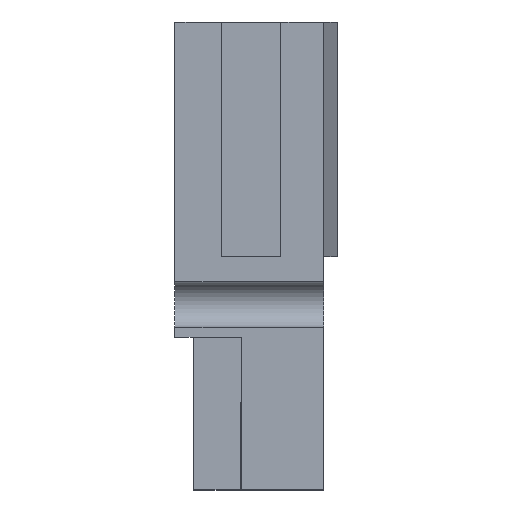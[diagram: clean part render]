
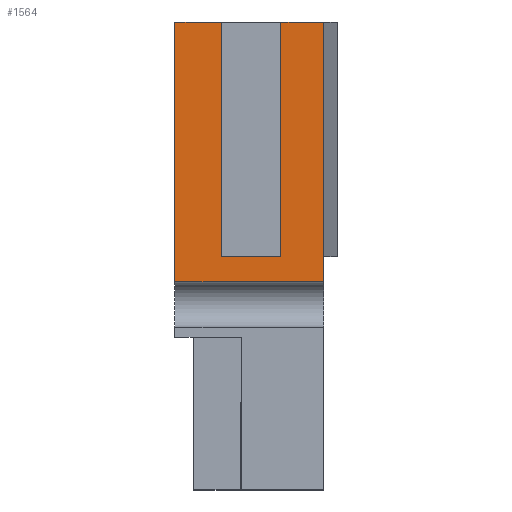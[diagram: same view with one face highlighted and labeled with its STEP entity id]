
A CAD part, left-side view. The second image highlights one B-rep face of the part: STEP entity #1564.
In plain terms, the highlighted free-form (B-spline) face has degree [1, 1] with [2, 2] control points.
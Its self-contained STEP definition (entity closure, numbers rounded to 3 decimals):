
#278 = B_SPLINE_SURFACE_WITH_KNOTS('',1,1,(
    (#279,#280)
    ,(#281,#282
    )),.UNSPECIFIED.,.F.,.F.,.F.,(2,2),(2,2),(0.544,8.656),(7.67,24.83),
  .PIECEWISE_BEZIER_KNOTS.);
#279 = CARTESIAN_POINT('',(7.956,8.5,7.67));
#280 = CARTESIAN_POINT('',(7.956,8.5,24.83));
#281 = CARTESIAN_POINT('',(-0.156,8.5,7.67));
#282 = CARTESIAN_POINT('',(-0.156,8.5,24.83));
#797 = B_SPLINE_SURFACE_WITH_KNOTS('',1,1,(
    (#798,#799)
    ,(#800,#801
    )),.UNSPECIFIED.,.F.,.F.,.F.,(2,2),(2,2),(-5.906,2.206),(-24.99,0.49
    ),.PIECEWISE_BEZIER_KNOTS.);
#798 = CARTESIAN_POINT('',(7.956,0.7,-0.49));
#799 = CARTESIAN_POINT('',(7.956,0.7,24.99));
#800 = CARTESIAN_POINT('',(-0.156,0.7,-0.49));
#801 = CARTESIAN_POINT('',(-0.156,0.7,24.99));
#1185 = B_SPLINE_SURFACE_WITH_KNOTS('',1,1,(
    (#1186,#1187)
    ,(#1188,#1189
    )),.UNSPECIFIED.,.F.,.F.,.F.,(2,2),(2,2),(-0.17,8.67),(-0.17,8.67),
  .PIECEWISE_BEZIER_KNOTS.);
#1186 = CARTESIAN_POINT('',(-0.17,-0.17,24.5));
#1187 = CARTESIAN_POINT('',(-0.17,8.67,24.5));
#1188 = CARTESIAN_POINT('',(8.67,-0.17,24.5));
#1189 = CARTESIAN_POINT('',(8.67,8.67,24.5));
#1355 = VERTEX_POINT('',#1356);
#1356 = CARTESIAN_POINT('',(0.,0.7,10.9));
#1393 = SURFACE_OF_REVOLUTION('',#1394,#1398);
#1394 = LINE('',#1395,#1396);
#1395 = CARTESIAN_POINT('',(-0.075,0.544,8.502));
#1396 = VECTOR('',#1397,1.);
#1397 = DIRECTION('',(0.,1.,0.));
#1398 = AXIS1_PLACEMENT('',#1399,#1400);
#1399 = CARTESIAN_POINT('',(0.,8.5,9.7));
#1400 = DIRECTION('',(0.,-1.,0.));
#1408 = EDGE_CURVE('',#1355,#1409,#1411,.T.);
#1409 = VERTEX_POINT('',#1410);
#1410 = CARTESIAN_POINT('',(0.,0.7,24.5));
#1411 = SURFACE_CURVE('',#1412,(#1416,#1423),.PCURVE_S1.);
#1412 = LINE('',#1413,#1414);
#1413 = CARTESIAN_POINT('',(0.,0.7,10.9));
#1414 = VECTOR('',#1415,1.);
#1415 = DIRECTION('',(0.,0.,1.));
#1416 = PCURVE('',#797,#1417);
#1417 = DEFINITIONAL_REPRESENTATION('',(#1418),#1422);
#1418 = LINE('',#1419,#1420);
#1419 = CARTESIAN_POINT('',(2.05,-13.6));
#1420 = VECTOR('',#1421,1.);
#1421 = DIRECTION('',(0.,1.));
#1422 = ( GEOMETRIC_REPRESENTATION_CONTEXT(2) 
PARAMETRIC_REPRESENTATION_CONTEXT() REPRESENTATION_CONTEXT('2D SPACE',''
  ) );
#1423 = PCURVE('',#1424,#1429);
#1424 = B_SPLINE_SURFACE_WITH_KNOTS('',1,1,(
    (#1425,#1426)
    ,(#1427,#1428
  )),.UNSPECIFIED.,.F.,.F.,.F.,(2,2),(2,2),(-0.156,7.956),(-0.49,24.99),
  .PIECEWISE_BEZIER_KNOTS.);
#1425 = CARTESIAN_POINT('',(0.,8.656,-0.49));
#1426 = CARTESIAN_POINT('',(0.,8.656,24.99));
#1427 = CARTESIAN_POINT('',(0.,0.544,-0.49));
#1428 = CARTESIAN_POINT('',(0.,0.544,24.99));
#1429 = DEFINITIONAL_REPRESENTATION('',(#1430),#1434);
#1430 = LINE('',#1431,#1432);
#1431 = CARTESIAN_POINT('',(7.8,10.9));
#1432 = VECTOR('',#1433,1.);
#1433 = DIRECTION('',(0.,1.));
#1434 = ( GEOMETRIC_REPRESENTATION_CONTEXT(2) 
PARAMETRIC_REPRESENTATION_CONTEXT() REPRESENTATION_CONTEXT('2D SPACE',''
  ) );
#1564 = ADVANCED_FACE('',(#1565),#1424,.T.);
#1565 = FACE_BOUND('',#1566,.T.);
#1566 = EDGE_LOOP('',(#1567,#1568,#1591,#1619,#1647,#1675,#1698,#1721));
#1567 = ORIENTED_EDGE('',*,*,#1408,.T.);
#1568 = ORIENTED_EDGE('',*,*,#1569,.F.);
#1569 = EDGE_CURVE('',#1570,#1409,#1572,.T.);
#1570 = VERTEX_POINT('',#1571);
#1571 = CARTESIAN_POINT('',(0.,2.95,24.5));
#1572 = SURFACE_CURVE('',#1573,(#1577,#1584),.PCURVE_S1.);
#1573 = LINE('',#1574,#1575);
#1574 = CARTESIAN_POINT('',(0.,2.95,24.5));
#1575 = VECTOR('',#1576,1.);
#1576 = DIRECTION('',(0.,-1.,0.));
#1577 = PCURVE('',#1424,#1578);
#1578 = DEFINITIONAL_REPRESENTATION('',(#1579),#1583);
#1579 = LINE('',#1580,#1581);
#1580 = CARTESIAN_POINT('',(5.55,24.5));
#1581 = VECTOR('',#1582,1.);
#1582 = DIRECTION('',(1.,0.));
#1583 = ( GEOMETRIC_REPRESENTATION_CONTEXT(2) 
PARAMETRIC_REPRESENTATION_CONTEXT() REPRESENTATION_CONTEXT('2D SPACE',''
  ) );
#1584 = PCURVE('',#1185,#1585);
#1585 = DEFINITIONAL_REPRESENTATION('',(#1586),#1590);
#1586 = LINE('',#1587,#1588);
#1587 = CARTESIAN_POINT('',(0.,2.95));
#1588 = VECTOR('',#1589,1.);
#1589 = DIRECTION('',(0.,-1.));
#1590 = ( GEOMETRIC_REPRESENTATION_CONTEXT(2) 
PARAMETRIC_REPRESENTATION_CONTEXT() REPRESENTATION_CONTEXT('2D SPACE',''
  ) );
#1591 = ORIENTED_EDGE('',*,*,#1592,.T.);
#1592 = EDGE_CURVE('',#1570,#1593,#1595,.T.);
#1593 = VERTEX_POINT('',#1594);
#1594 = CARTESIAN_POINT('',(0.,2.95,12.2));
#1595 = SURFACE_CURVE('',#1596,(#1600,#1607),.PCURVE_S1.);
#1596 = LINE('',#1597,#1598);
#1597 = CARTESIAN_POINT('',(0.,2.95,24.5));
#1598 = VECTOR('',#1599,1.);
#1599 = DIRECTION('',(0.,0.,-1.));
#1600 = PCURVE('',#1424,#1601);
#1601 = DEFINITIONAL_REPRESENTATION('',(#1602),#1606);
#1602 = LINE('',#1603,#1604);
#1603 = CARTESIAN_POINT('',(5.55,24.5));
#1604 = VECTOR('',#1605,1.);
#1605 = DIRECTION('',(0.,-1.));
#1606 = ( GEOMETRIC_REPRESENTATION_CONTEXT(2) 
PARAMETRIC_REPRESENTATION_CONTEXT() REPRESENTATION_CONTEXT('2D SPACE',''
  ) );
#1607 = PCURVE('',#1608,#1613);
#1608 = B_SPLINE_SURFACE_WITH_KNOTS('',1,1,(
    (#1609,#1610)
    ,(#1611,#1612
    )),.UNSPECIFIED.,.F.,.F.,.F.,(2,2),(2,2),(-0.033,
    0.839),(-12.546,0.246),.PIECEWISE_BEZIER_KNOTS.);
#1609 = CARTESIAN_POINT('',(-0.028,2.966,11.954));
#1610 = CARTESIAN_POINT('',(-0.028,2.966,24.746));
#1611 = CARTESIAN_POINT('',(0.728,2.534,11.954));
#1612 = CARTESIAN_POINT('',(0.728,2.534,24.746));
#1613 = DEFINITIONAL_REPRESENTATION('',(#1614),#1618);
#1614 = LINE('',#1615,#1616);
#1615 = CARTESIAN_POINT('',(0.,0.));
#1616 = VECTOR('',#1617,1.);
#1617 = DIRECTION('',(0.,-1.));
#1618 = ( GEOMETRIC_REPRESENTATION_CONTEXT(2) 
PARAMETRIC_REPRESENTATION_CONTEXT() REPRESENTATION_CONTEXT('2D SPACE',''
  ) );
#1619 = ORIENTED_EDGE('',*,*,#1620,.F.);
#1620 = EDGE_CURVE('',#1621,#1593,#1623,.T.);
#1621 = VERTEX_POINT('',#1622);
#1622 = CARTESIAN_POINT('',(0.,6.05,12.2));
#1623 = SURFACE_CURVE('',#1624,(#1628,#1635),.PCURVE_S1.);
#1624 = LINE('',#1625,#1626);
#1625 = CARTESIAN_POINT('',(0.,6.05,12.2));
#1626 = VECTOR('',#1627,1.);
#1627 = DIRECTION('',(0.,-1.,0.));
#1628 = PCURVE('',#1424,#1629);
#1629 = DEFINITIONAL_REPRESENTATION('',(#1630),#1634);
#1630 = LINE('',#1631,#1632);
#1631 = CARTESIAN_POINT('',(2.45,12.2));
#1632 = VECTOR('',#1633,1.);
#1633 = DIRECTION('',(1.,0.));
#1634 = ( GEOMETRIC_REPRESENTATION_CONTEXT(2) 
PARAMETRIC_REPRESENTATION_CONTEXT() REPRESENTATION_CONTEXT('2D SPACE',''
  ) );
#1635 = PCURVE('',#1636,#1641);
#1636 = B_SPLINE_SURFACE_WITH_KNOTS('',1,1,(
    (#1637,#1638)
    ,(#1639,#1640
  )),.UNSPECIFIED.,.F.,.F.,.F.,(2,2),(2,2),(-0.119,6.069),(2.431,8.619),
  .PIECEWISE_BEZIER_KNOTS.);
#1637 = CARTESIAN_POINT('',(-0.119,2.431,12.2));
#1638 = CARTESIAN_POINT('',(-0.119,8.619,12.2));
#1639 = CARTESIAN_POINT('',(6.069,2.431,12.2));
#1640 = CARTESIAN_POINT('',(6.069,8.619,12.2));
#1641 = DEFINITIONAL_REPRESENTATION('',(#1642),#1646);
#1642 = LINE('',#1643,#1644);
#1643 = CARTESIAN_POINT('',(0.,6.05));
#1644 = VECTOR('',#1645,1.);
#1645 = DIRECTION('',(0.,-1.));
#1646 = ( GEOMETRIC_REPRESENTATION_CONTEXT(2) 
PARAMETRIC_REPRESENTATION_CONTEXT() REPRESENTATION_CONTEXT('2D SPACE',''
  ) );
#1647 = ORIENTED_EDGE('',*,*,#1648,.F.);
#1648 = EDGE_CURVE('',#1649,#1621,#1651,.T.);
#1649 = VERTEX_POINT('',#1650);
#1650 = CARTESIAN_POINT('',(0.,6.05,24.5));
#1651 = SURFACE_CURVE('',#1652,(#1656,#1663),.PCURVE_S1.);
#1652 = LINE('',#1653,#1654);
#1653 = CARTESIAN_POINT('',(0.,6.05,24.5));
#1654 = VECTOR('',#1655,1.);
#1655 = DIRECTION('',(0.,0.,-1.));
#1656 = PCURVE('',#1424,#1657);
#1657 = DEFINITIONAL_REPRESENTATION('',(#1658),#1662);
#1658 = LINE('',#1659,#1660);
#1659 = CARTESIAN_POINT('',(2.45,24.5));
#1660 = VECTOR('',#1661,1.);
#1661 = DIRECTION('',(0.,-1.));
#1662 = ( GEOMETRIC_REPRESENTATION_CONTEXT(2) 
PARAMETRIC_REPRESENTATION_CONTEXT() REPRESENTATION_CONTEXT('2D SPACE',''
  ) );
#1663 = PCURVE('',#1664,#1669);
#1664 = B_SPLINE_SURFACE_WITH_KNOTS('',1,1,(
    (#1665,#1666)
    ,(#1667,#1668
    )),.UNSPECIFIED.,.F.,.F.,.F.,(2,2),(2,2),(-0.033,
    0.839),(-12.546,0.246),.PIECEWISE_BEZIER_KNOTS.);
#1665 = CARTESIAN_POINT('',(0.728,6.466,11.954));
#1666 = CARTESIAN_POINT('',(0.728,6.466,24.746));
#1667 = CARTESIAN_POINT('',(-0.028,6.034,11.954));
#1668 = CARTESIAN_POINT('',(-0.028,6.034,24.746));
#1669 = DEFINITIONAL_REPRESENTATION('',(#1670),#1674);
#1670 = LINE('',#1671,#1672);
#1671 = CARTESIAN_POINT('',(0.806,0.));
#1672 = VECTOR('',#1673,1.);
#1673 = DIRECTION('',(0.,-1.));
#1674 = ( GEOMETRIC_REPRESENTATION_CONTEXT(2) 
PARAMETRIC_REPRESENTATION_CONTEXT() REPRESENTATION_CONTEXT('2D SPACE',''
  ) );
#1675 = ORIENTED_EDGE('',*,*,#1676,.F.);
#1676 = EDGE_CURVE('',#1677,#1649,#1679,.T.);
#1677 = VERTEX_POINT('',#1678);
#1678 = CARTESIAN_POINT('',(0.,8.5,24.5));
#1679 = SURFACE_CURVE('',#1680,(#1684,#1691),.PCURVE_S1.);
#1680 = LINE('',#1681,#1682);
#1681 = CARTESIAN_POINT('',(0.,8.5,24.5));
#1682 = VECTOR('',#1683,1.);
#1683 = DIRECTION('',(0.,-1.,0.));
#1684 = PCURVE('',#1424,#1685);
#1685 = DEFINITIONAL_REPRESENTATION('',(#1686),#1690);
#1686 = LINE('',#1687,#1688);
#1687 = CARTESIAN_POINT('',(0.,24.5));
#1688 = VECTOR('',#1689,1.);
#1689 = DIRECTION('',(1.,0.));
#1690 = ( GEOMETRIC_REPRESENTATION_CONTEXT(2) 
PARAMETRIC_REPRESENTATION_CONTEXT() REPRESENTATION_CONTEXT('2D SPACE',''
  ) );
#1691 = PCURVE('',#1185,#1692);
#1692 = DEFINITIONAL_REPRESENTATION('',(#1693),#1697);
#1693 = LINE('',#1694,#1695);
#1694 = CARTESIAN_POINT('',(0.,8.5));
#1695 = VECTOR('',#1696,1.);
#1696 = DIRECTION('',(0.,-1.));
#1697 = ( GEOMETRIC_REPRESENTATION_CONTEXT(2) 
PARAMETRIC_REPRESENTATION_CONTEXT() REPRESENTATION_CONTEXT('2D SPACE',''
  ) );
#1698 = ORIENTED_EDGE('',*,*,#1699,.F.);
#1699 = EDGE_CURVE('',#1700,#1677,#1702,.T.);
#1700 = VERTEX_POINT('',#1701);
#1701 = CARTESIAN_POINT('',(0.,8.5,10.9));
#1702 = SURFACE_CURVE('',#1703,(#1707,#1714),.PCURVE_S1.);
#1703 = LINE('',#1704,#1705);
#1704 = CARTESIAN_POINT('',(0.,8.5,10.9));
#1705 = VECTOR('',#1706,1.);
#1706 = DIRECTION('',(0.,0.,1.));
#1707 = PCURVE('',#1424,#1708);
#1708 = DEFINITIONAL_REPRESENTATION('',(#1709),#1713);
#1709 = LINE('',#1710,#1711);
#1710 = CARTESIAN_POINT('',(0.,10.9));
#1711 = VECTOR('',#1712,1.);
#1712 = DIRECTION('',(0.,1.));
#1713 = ( GEOMETRIC_REPRESENTATION_CONTEXT(2) 
PARAMETRIC_REPRESENTATION_CONTEXT() REPRESENTATION_CONTEXT('2D SPACE',''
  ) );
#1714 = PCURVE('',#278,#1715);
#1715 = DEFINITIONAL_REPRESENTATION('',(#1716),#1720);
#1716 = LINE('',#1717,#1718);
#1717 = CARTESIAN_POINT('',(8.5,10.9));
#1718 = VECTOR('',#1719,1.);
#1719 = DIRECTION('',(0.,1.));
#1720 = ( GEOMETRIC_REPRESENTATION_CONTEXT(2) 
PARAMETRIC_REPRESENTATION_CONTEXT() REPRESENTATION_CONTEXT('2D SPACE',''
  ) );
#1721 = ORIENTED_EDGE('',*,*,#1722,.F.);
#1722 = EDGE_CURVE('',#1355,#1700,#1723,.T.);
#1723 = SURFACE_CURVE('',#1724,(#1728,#1735),.PCURVE_S1.);
#1724 = LINE('',#1725,#1726);
#1725 = CARTESIAN_POINT('',(0.,0.7,10.9));
#1726 = VECTOR('',#1727,1.);
#1727 = DIRECTION('',(0.,1.,0.));
#1728 = PCURVE('',#1424,#1729);
#1729 = DEFINITIONAL_REPRESENTATION('',(#1730),#1734);
#1730 = LINE('',#1731,#1732);
#1731 = CARTESIAN_POINT('',(7.8,10.9));
#1732 = VECTOR('',#1733,1.);
#1733 = DIRECTION('',(-1.,0.));
#1734 = ( GEOMETRIC_REPRESENTATION_CONTEXT(2) 
PARAMETRIC_REPRESENTATION_CONTEXT() REPRESENTATION_CONTEXT('2D SPACE',''
  ) );
#1735 = PCURVE('',#1393,#1736);
#1736 = DEFINITIONAL_REPRESENTATION('',(#1737),#1741);
#1737 = LINE('',#1738,#1739);
#1738 = CARTESIAN_POINT('',(3.204,0.156));
#1739 = VECTOR('',#1740,1.);
#1740 = DIRECTION('',(0.,1.));
#1741 = ( GEOMETRIC_REPRESENTATION_CONTEXT(2) 
PARAMETRIC_REPRESENTATION_CONTEXT() REPRESENTATION_CONTEXT('2D SPACE',''
  ) );
